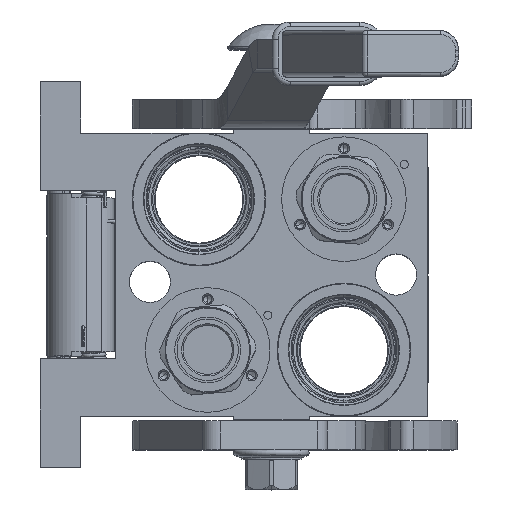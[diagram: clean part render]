
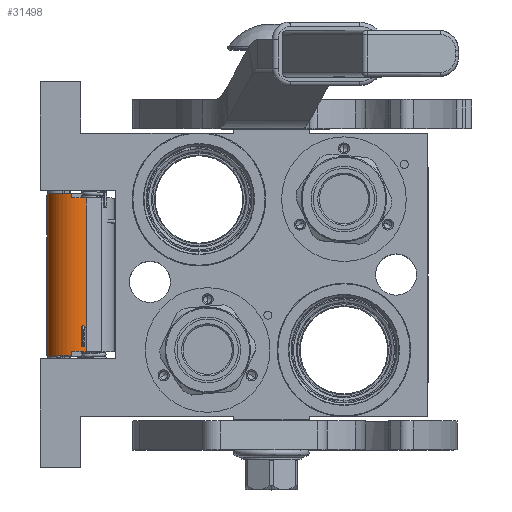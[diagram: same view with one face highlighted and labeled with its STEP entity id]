
A CAD part, top view. The second image highlights one B-rep face of the part: STEP entity #31498.
In plain terms, the highlighted cylindrical face has radius 9.5 mm (diameter 19 mm), a partial arc.
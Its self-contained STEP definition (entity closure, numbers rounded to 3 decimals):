
#2499 = CARTESIAN_POINT ( 'NONE',  ( 26.5, -0.2, -67.881 ) ) ;
#2532 = EDGE_CURVE ( 'NONE', #115579, #115159, #47076, .T. ) ;
#6130 = LINE ( 'NONE', #111566, #107895 ) ;
#6671 = DIRECTION ( 'NONE',  ( 0., -1., 0. ) ) ;
#12309 = EDGE_CURVE ( 'NONE', #115579, #38361, #106183, .T. ) ;
#15627 = AXIS2_PLACEMENT_3D ( 'NONE', #40994, #19263, #123945 ) ;
#17013 = ORIENTED_EDGE ( 'NONE', *, *, #2532, .F. ) ;
#19263 = DIRECTION ( 'NONE',  ( 1., 0., 0. ) ) ;
#24552 = AXIS2_PLACEMENT_3D ( 'NONE', #116654, #95958, #56169 ) ;
#25558 = CARTESIAN_POINT ( 'NONE',  ( -28., -0.2, -67.881 ) ) ;
#30323 = ORIENTED_EDGE ( 'NONE', *, *, #65388, .F. ) ;
#30796 = CIRCLE ( 'NONE', #74959, 9.5 ) ;
#31498 = ADVANCED_FACE ( 'NONE', ( #117309 ), #88324, .T. ) ;
#31623 = VERTEX_POINT ( 'NONE', #40580 ) ;
#36165 = CARTESIAN_POINT ( 'NONE',  ( 26.5, -5.47, -67.22 ) ) ;
#36462 = EDGE_CURVE ( 'NONE', #31623, #126538, #30796, .T. ) ;
#38361 = VERTEX_POINT ( 'NONE', #71041 ) ;
#39253 = CARTESIAN_POINT ( 'NONE',  ( -26.5, -0.2, -67.881 ) ) ;
#40304 = DIRECTION ( 'NONE',  ( 0., -0.397, -0.918 ) ) ;
#40580 = CARTESIAN_POINT ( 'NONE',  ( 28., -0.2, -67.881 ) ) ;
#40672 = VECTOR ( 'NONE', #125924, 1000. ) ;
#40994 = CARTESIAN_POINT ( 'NONE',  ( -28., -1.7, -58.5 ) ) ;
#42789 = VERTEX_POINT ( 'NONE', #36165 ) ;
#47076 = LINE ( 'NONE', #126352, #40672 ) ;
#48513 = DIRECTION ( 'NONE',  ( 1., 0., 0. ) ) ;
#50018 = ORIENTED_EDGE ( 'NONE', *, *, #12309, .T. ) ;
#50366 = EDGE_CURVE ( 'NONE', #38361, #126538, #85801, .T. ) ;
#54179 = CIRCLE ( 'NONE', #118816, 9.5 ) ;
#56144 = ORIENTED_EDGE ( 'NONE', *, *, #133750, .F. ) ;
#56169 = DIRECTION ( 'NONE',  ( 0., -0.397, -0.918 ) ) ;
#58134 = EDGE_CURVE ( 'NONE', #42789, #132496, #54179, .T. ) ;
#60966 = CARTESIAN_POINT ( 'NONE',  ( 26.5, -1.7, -58.5 ) ) ;
#65388 = EDGE_CURVE ( 'NONE', #104663, #42789, #93294, .T. ) ;
#66726 = ORIENTED_EDGE ( 'NONE', *, *, #58134, .F. ) ;
#67467 = ORIENTED_EDGE ( 'NONE', *, *, #36462, .F. ) ;
#68480 = DIRECTION ( 'NONE',  ( -1., 0., 0. ) ) ;
#71041 = CARTESIAN_POINT ( 'NONE',  ( -28., 7.8, -58.5 ) ) ;
#72379 = CARTESIAN_POINT ( 'NONE',  ( -28., 7.8, -58.5 ) ) ;
#74959 = AXIS2_PLACEMENT_3D ( 'NONE', #99954, #48513, #131513 ) ;
#76581 = CIRCLE ( 'NONE', #24552, 9.5 ) ;
#79552 = EDGE_CURVE ( 'NONE', #104663, #115159, #76581, .T. ) ;
#85769 = EDGE_LOOP ( 'NONE', ( #30323, #132377, #17013, #50018, #132175, #67467, #56144, #66726 ) ) ;
#85801 = LINE ( 'NONE', #72379, #122953 ) ;
#88324 = CYLINDRICAL_SURFACE ( 'NONE', #90234, 9.5 ) ;
#90234 = AXIS2_PLACEMENT_3D ( 'NONE', #119052, #68480, #6671 ) ;
#91422 = CARTESIAN_POINT ( 'NONE',  ( 28., 7.8, -58.5 ) ) ;
#93294 = LINE ( 'NONE', #123057, #110977 ) ;
#95958 = DIRECTION ( 'NONE',  ( 1., 0., 0. ) ) ;
#99954 = CARTESIAN_POINT ( 'NONE',  ( 28., -1.7, -58.5 ) ) ;
#100266 = DIRECTION ( 'NONE',  ( 1., 0., 0. ) ) ;
#104663 = VERTEX_POINT ( 'NONE', #130297 ) ;
#104853 = DIRECTION ( 'NONE',  ( 1., 0., 0. ) ) ;
#106183 = CIRCLE ( 'NONE', #15627, 9.5 ) ;
#107895 = VECTOR ( 'NONE', #121986, 1000. ) ;
#110977 = VECTOR ( 'NONE', #133390, 1000. ) ;
#111566 = CARTESIAN_POINT ( 'NONE',  ( 26.5, -0.2, -67.881 ) ) ;
#115159 = VERTEX_POINT ( 'NONE', #39253 ) ;
#115579 = VERTEX_POINT ( 'NONE', #25558 ) ;
#116654 = CARTESIAN_POINT ( 'NONE',  ( -26.5, -1.7, -58.5 ) ) ;
#117309 = FACE_OUTER_BOUND ( 'NONE', #85769, .T. ) ;
#118816 = AXIS2_PLACEMENT_3D ( 'NONE', #60966, #100266, #40304 ) ;
#119052 = CARTESIAN_POINT ( 'NONE',  ( -28., -1.7, -58.5 ) ) ;
#121986 = DIRECTION ( 'NONE',  ( 1., 0., 0. ) ) ;
#122953 = VECTOR ( 'NONE', #104853, 1000. ) ;
#123057 = CARTESIAN_POINT ( 'NONE',  ( -26.5, -5.47, -67.22 ) ) ;
#123945 = DIRECTION ( 'NONE',  ( 0., 0.158, -0.987 ) ) ;
#125924 = DIRECTION ( 'NONE',  ( 1., 0., 0. ) ) ;
#126352 = CARTESIAN_POINT ( 'NONE',  ( -28., -0.2, -67.881 ) ) ;
#126538 = VERTEX_POINT ( 'NONE', #91422 ) ;
#130297 = CARTESIAN_POINT ( 'NONE',  ( -26.5, -5.47, -67.22 ) ) ;
#131513 = DIRECTION ( 'NONE',  ( 0., 0.158, -0.987 ) ) ;
#132175 = ORIENTED_EDGE ( 'NONE', *, *, #50366, .T. ) ;
#132377 = ORIENTED_EDGE ( 'NONE', *, *, #79552, .T. ) ;
#132496 = VERTEX_POINT ( 'NONE', #2499 ) ;
#133390 = DIRECTION ( 'NONE',  ( 1., 0., 0. ) ) ;
#133750 = EDGE_CURVE ( 'NONE', #132496, #31623, #6130, .T. ) ;
